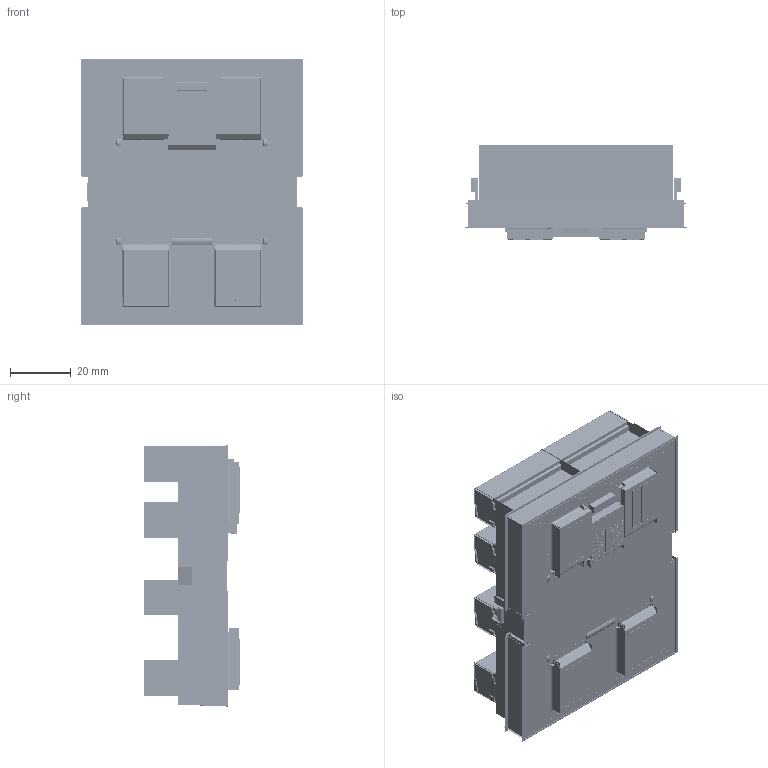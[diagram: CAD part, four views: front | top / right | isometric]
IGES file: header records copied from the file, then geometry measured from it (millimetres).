
Start section:  PTC IGES file: 247052_sm01.igs
Global section: file name: 247052_sm01.igs; native system: Creo Parametric by PTC Inc.; preprocessor: 2022414; author: banengservice; organization: Unknown; date: 20241218.092118; units: millimetre
Bounding box: 73.09 x 31.52 x 87.76 mm (x, y, z)
Volume: 51407.1 mm3; surface area: 276081.4 mm2
Topology: 26 solids, 32 shells, 12522 faces, 62084 edges, 76855 vertices
Faces by surface type: bspline 7328, revolution 5194
